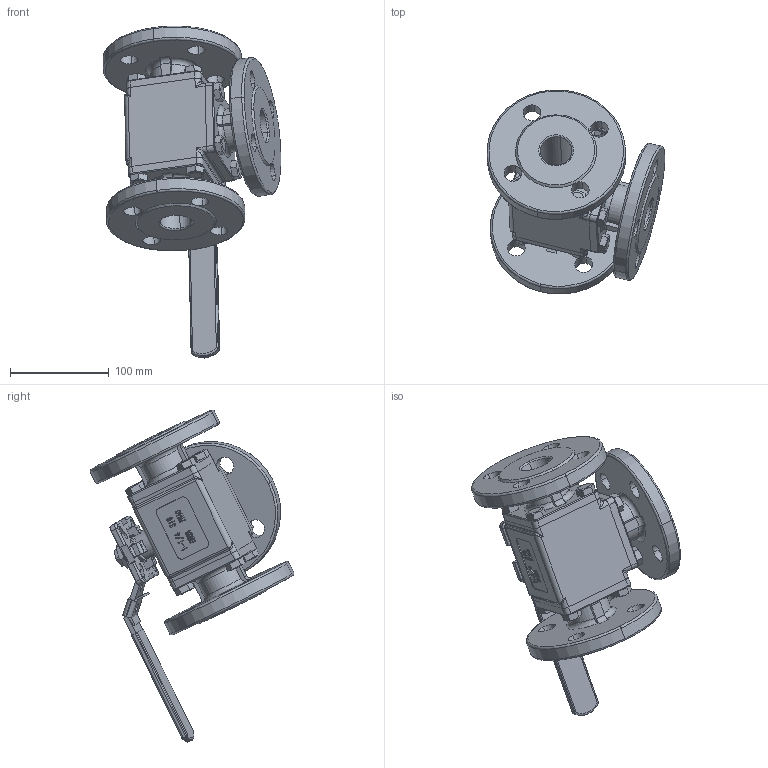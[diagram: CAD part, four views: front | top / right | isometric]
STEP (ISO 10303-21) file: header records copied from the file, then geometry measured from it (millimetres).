
FILE_DESCRIPTION(/* description */ ('Unknown','CAx-IF Rec.Pracs.---Representation and Presentation of Product Manufacturing Information (PMI)---4.0---2014-10-13','CAx-IF Rec.Pracs.---3D Tessellated Geometry---0.4---2014-09-14','2;1'),/* implementation_level */ '2;1');
FILE_NAME(/* name */ '9342_9343-07',/* time_stamp */ '2023-12-06T10:47:00+01:00',/* author */ ('Unknown'),/* organization */ ('Unknown'),/* preprocessor_version */ 'ST-DEVELOPER v18.102',/* originating_system */ 'Solid Edge',/* authorisation */ 'Unknown');
FILE_SCHEMA (('AP242_MANAGED_MODEL_BASED_3D_ENGINEERING_MIM_LF { 1 0 10303 442 1 1 4 }'));
Length unit declared in the file: millimetre
Products named in the file (12): MV-87DT DN32; 概极; 概裔; 概裝; 密封圈; MV-85L-DD-DN32; MV-85L-FGM-DN32; MV-85L-KZ-DN32; MV-85L-FS-DN32; MV-85L-S-DN32; MV-85L-ST-DN32; 蟈諉蹟邡
Assembly tree (26 placements, depth 2):
  MV-87DT DN32
    概极
    概裔  x3
    概裝
    密封圈
    MV-85L-DD-DN32  x2
    MV-85L-FGM-DN32  x2
    MV-85L-KZ-DN32
    MV-85L-FS-DN32
    MV-85L-S-DN32
    MV-85L-ST-DN32
    蟈諉蹟邡  x12
Bounding box: 179.67 x 205.86 x 335.46 mm (x, y, z)
Volume: 1260039.9 mm3; surface area: 322089 mm2
Topology: 26 solids, 26 shells, 1286 faces, 3328 edges, 2140 vertices
Faces by surface type: plane 637, cylinder 388, cone 103, bspline 90, torus 68
Entity records: 36419 total; most frequent: CARTESIAN_POINT 12473, ORIENTED_EDGE 5020, DIRECTION 4330, EDGE_CURVE 2510, VERTEX_POINT 1624, LINE 1444, VECTOR 1444, AXIS2_PLACEMENT_3D 1443
